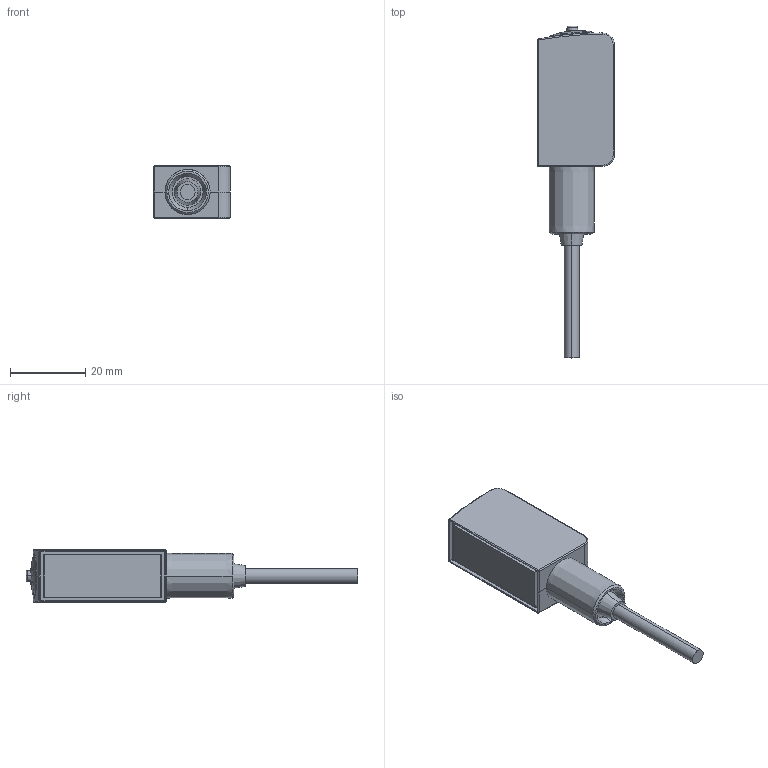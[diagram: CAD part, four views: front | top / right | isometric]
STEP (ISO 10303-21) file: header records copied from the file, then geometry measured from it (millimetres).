
FILE_DESCRIPTION((''),'2;1');
FILE_NAME('194519_ASM','2016-09-23T',('pdmadmin'),('BANNER ENGINEERING'),'PRO/ENGINEER BY PARAMETRIC TECHNOLOGY CORPORATION, 2016100','PRO/ENGINEER BY PARAMETRIC TECHNOLOGY CORPORATION, 2016100','');
FILE_SCHEMA(('CONFIG_CONTROL_DESIGN'));
Length unit declared in the file: millimetre
Products named in the file (2): 194519; 194519_ASM
Assembly tree (1 placements, depth 2):
  194519_ASM
    194519
Bounding box: 20.35 x 88.35 x 14 mm (x, y, z)
Volume: 12249.1 mm3; surface area: 4370.4 mm2
Topology: 1 solids, 1 shells, 120 faces, 267 edges, 156 vertices
Faces by surface type: cylinder 34, plane 28, bspline 26, cone 14, torus 12, sphere 4, extrusion 2
Entity records: 5049 total; most frequent: CARTESIAN_POINT 2544, ORIENTED_EDGE 534, DIRECTION 455, EDGE_CURVE 267, AXIS2_PLACEMENT_3D 173, VERTEX_POINT 156, EDGE_LOOP 127, FACE_OUTER_BOUND 120
